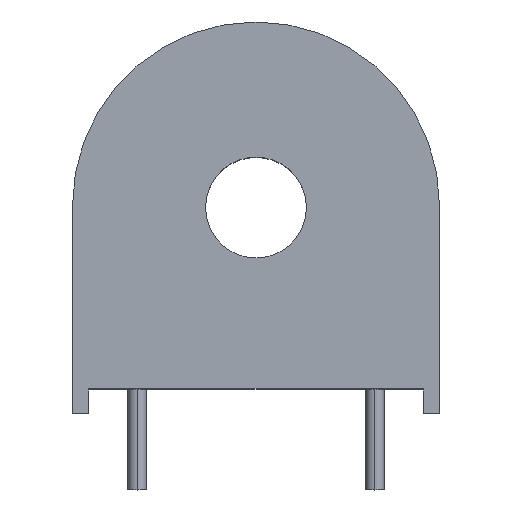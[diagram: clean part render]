
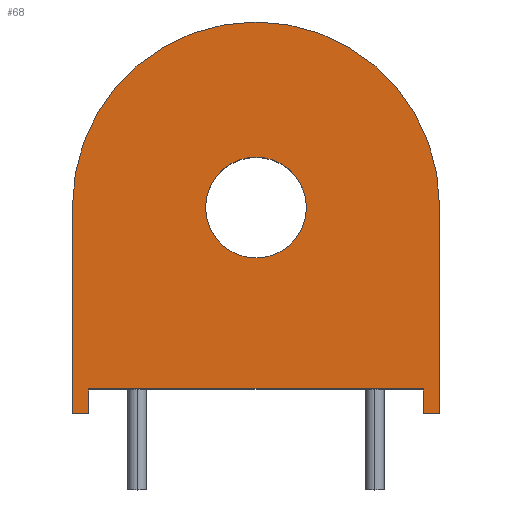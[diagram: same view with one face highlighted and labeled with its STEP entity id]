
A CAD part, top view. The second image highlights one B-rep face of the part: STEP entity #68.
In plain terms, the highlighted planar face has unit normal (0, 0, 1).
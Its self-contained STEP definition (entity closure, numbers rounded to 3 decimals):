
#1 = EDGE_CURVE ( 'NONE', #788, #764, #66, .T. ) ;
#6 = CIRCLE ( 'NONE', #205, 2.5 ) ;
#9 = CARTESIAN_POINT ( 'NONE',  ( -9.1, 0., 5.1 ) ) ;
#16 = CARTESIAN_POINT ( 'NONE',  ( 8.3, 0., 5.1 ) ) ;
#19 = CARTESIAN_POINT ( 'NONE',  ( 0., 10.3, 5.1 ) ) ;
#35 = EDGE_CURVE ( 'NONE', #788, #405, #734, .T. ) ;
#60 = DIRECTION ( 'NONE',  ( 0., -1., 0. ) ) ;
#62 = EDGE_LOOP ( 'NONE', ( #621, #909, #217, #258, #801, #869, #308, #504 ) ) ;
#66 = LINE ( 'NONE', #170, #389 ) ;
#68 = ADVANCED_FACE ( 'NONE', ( #88, #425 ), #305, .T. ) ;
#85 = DIRECTION ( 'NONE',  ( 0., 0., 1. ) ) ;
#88 = FACE_BOUND ( 'NONE', #474, .T. ) ;
#91 = CARTESIAN_POINT ( 'NONE',  ( 9.1, 0., 5.1 ) ) ;
#94 = VECTOR ( 'NONE', #582, 1000. ) ;
#102 = CARTESIAN_POINT ( 'NONE',  ( 2.5, 10.2, 5.1 ) ) ;
#105 = EDGE_CURVE ( 'NONE', #764, #458, #365, .T. ) ;
#138 = DIRECTION ( 'NONE',  ( 1., 0., 0. ) ) ;
#139 = DIRECTION ( 'NONE',  ( 0., 0., 1. ) ) ;
#141 = DIRECTION ( 'NONE',  ( 1., 0., 0. ) ) ;
#151 = VERTEX_POINT ( 'NONE', #701 ) ;
#170 = CARTESIAN_POINT ( 'NONE',  ( 8.3, 10.3, 5.1 ) ) ;
#185 = VERTEX_POINT ( 'NONE', #477 ) ;
#187 = VECTOR ( 'NONE', #210, 1000. ) ;
#189 = ORIENTED_EDGE ( 'NONE', *, *, #242, .F. ) ;
#205 = AXIS2_PLACEMENT_3D ( 'NONE', #619, #139, #556 ) ;
#210 = DIRECTION ( 'NONE',  ( 1., 0., 0. ) ) ;
#217 = ORIENTED_EDGE ( 'NONE', *, *, #681, .T. ) ;
#238 = DIRECTION ( 'NONE',  ( 0., 0., 1. ) ) ;
#242 = EDGE_CURVE ( 'NONE', #522, #784, #6, .T. ) ;
#257 = CARTESIAN_POINT ( 'NONE',  ( -9.1, 10.3, 5.1 ) ) ;
#258 = ORIENTED_EDGE ( 'NONE', *, *, #408, .T. ) ;
#261 = CARTESIAN_POINT ( 'NONE',  ( 0., 1.2, 5.1 ) ) ;
#270 = LINE ( 'NONE', #291, #926 ) ;
#273 = LINE ( 'NONE', #257, #595 ) ;
#291 = CARTESIAN_POINT ( 'NONE',  ( 9.1, 10.3, 5.1 ) ) ;
#301 = CIRCLE ( 'NONE', #607, 9.1 ) ;
#305 = PLANE ( 'NONE',  #331 ) ;
#308 = ORIENTED_EDGE ( 'NONE', *, *, #859, .F. ) ;
#331 = AXIS2_PLACEMENT_3D ( 'NONE', #442, #85, #138 ) ;
#348 = VECTOR ( 'NONE', #911, 1000. ) ;
#350 = DIRECTION ( 'NONE',  ( 0., 1., 0. ) ) ;
#365 = LINE ( 'NONE', #261, #348 ) ;
#389 = VECTOR ( 'NONE', #350, 1000. ) ;
#405 = VERTEX_POINT ( 'NONE', #91 ) ;
#408 = EDGE_CURVE ( 'NONE', #718, #151, #301, .T. ) ;
#425 = FACE_OUTER_BOUND ( 'NONE', #62, .T. ) ;
#442 = CARTESIAN_POINT ( 'NONE',  ( 0., 10.3, 5.1 ) ) ;
#458 = VERTEX_POINT ( 'NONE', #749 ) ;
#474 = EDGE_LOOP ( 'NONE', ( #508, #189 ) ) ;
#477 = CARTESIAN_POINT ( 'NONE',  ( -8.3, 0., 5.1 ) ) ;
#495 = DIRECTION ( 'NONE',  ( 0., -1., 0. ) ) ;
#504 = ORIENTED_EDGE ( 'NONE', *, *, #105, .F. ) ;
#508 = ORIENTED_EDGE ( 'NONE', *, *, #772, .F. ) ;
#522 = VERTEX_POINT ( 'NONE', #683 ) ;
#530 = LINE ( 'NONE', #645, #848 ) ;
#556 = DIRECTION ( 'NONE',  ( 1., 0., 0. ) ) ;
#558 = LINE ( 'NONE', #9, #187 ) ;
#582 = DIRECTION ( 'NONE',  ( 1., 0., 0. ) ) ;
#595 = VECTOR ( 'NONE', #60, 1000. ) ;
#607 = AXIS2_PLACEMENT_3D ( 'NONE', #19, #238, #141 ) ;
#619 = CARTESIAN_POINT ( 'NONE',  ( 0., 10.2, 5.1 ) ) ;
#621 = ORIENTED_EDGE ( 'NONE', *, *, #1, .F. ) ;
#625 = EDGE_CURVE ( 'NONE', #151, #763, #273, .T. ) ;
#645 = CARTESIAN_POINT ( 'NONE',  ( -8.3, 10.3, 5.1 ) ) ;
#672 = DIRECTION ( 'NONE',  ( 0., 0., 1. ) ) ;
#681 = EDGE_CURVE ( 'NONE', #405, #718, #270, .T. ) ;
#683 = CARTESIAN_POINT ( 'NONE',  ( -2.5, 10.2, 5.1 ) ) ;
#701 = CARTESIAN_POINT ( 'NONE',  ( -9.1, 10.3, 5.1 ) ) ;
#718 = VERTEX_POINT ( 'NONE', #775 ) ;
#734 = LINE ( 'NONE', #942, #94 ) ;
#746 = CARTESIAN_POINT ( 'NONE',  ( -9.1, 0., 5.1 ) ) ;
#749 = CARTESIAN_POINT ( 'NONE',  ( -8.3, 1.2, 5.1 ) ) ;
#763 = VERTEX_POINT ( 'NONE', #746 ) ;
#764 = VERTEX_POINT ( 'NONE', #810 ) ;
#770 = AXIS2_PLACEMENT_3D ( 'NONE', #830, #672, #895 ) ;
#772 = EDGE_CURVE ( 'NONE', #784, #522, #866, .T. ) ;
#775 = CARTESIAN_POINT ( 'NONE',  ( 9.1, 10.3, 5.1 ) ) ;
#784 = VERTEX_POINT ( 'NONE', #102 ) ;
#788 = VERTEX_POINT ( 'NONE', #16 ) ;
#801 = ORIENTED_EDGE ( 'NONE', *, *, #625, .T. ) ;
#810 = CARTESIAN_POINT ( 'NONE',  ( 8.3, 1.2, 5.1 ) ) ;
#828 = EDGE_CURVE ( 'NONE', #763, #185, #558, .T. ) ;
#830 = CARTESIAN_POINT ( 'NONE',  ( 0., 10.2, 5.1 ) ) ;
#848 = VECTOR ( 'NONE', #495, 1000. ) ;
#859 = EDGE_CURVE ( 'NONE', #458, #185, #530, .T. ) ;
#866 = CIRCLE ( 'NONE', #770, 2.5 ) ;
#869 = ORIENTED_EDGE ( 'NONE', *, *, #828, .T. ) ;
#877 = DIRECTION ( 'NONE',  ( 0., 1., 0. ) ) ;
#895 = DIRECTION ( 'NONE',  ( 1., 0., 0. ) ) ;
#909 = ORIENTED_EDGE ( 'NONE', *, *, #35, .T. ) ;
#911 = DIRECTION ( 'NONE',  ( -1., 0., 0. ) ) ;
#926 = VECTOR ( 'NONE', #877, 1000. ) ;
#942 = CARTESIAN_POINT ( 'NONE',  ( -9.1, 0., 5.1 ) ) ;
